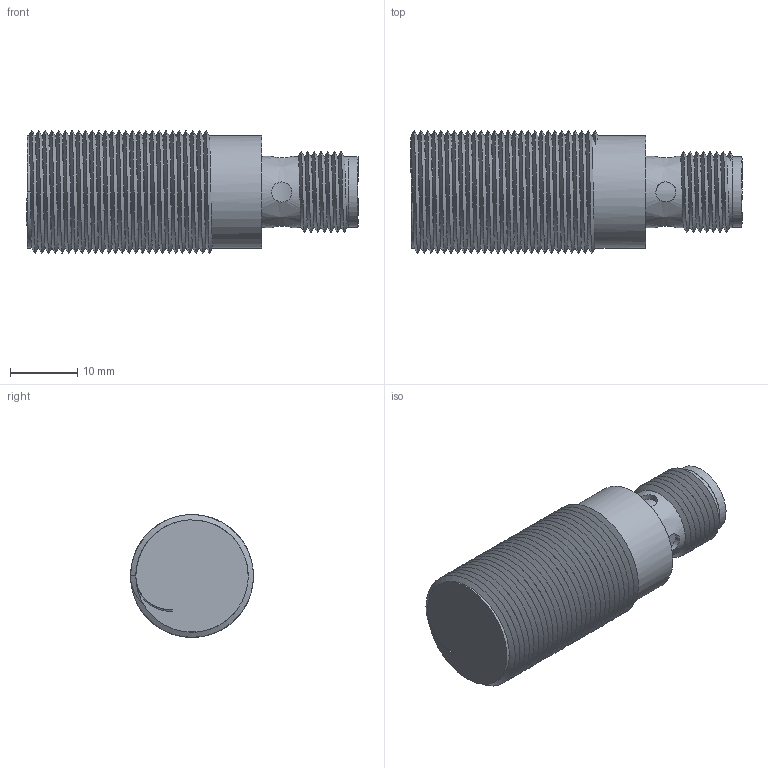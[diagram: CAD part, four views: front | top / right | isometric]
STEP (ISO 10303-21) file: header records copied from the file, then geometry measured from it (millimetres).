
FILE_DESCRIPTION(('FreeCAD Model'),'2;1');
FILE_NAME('FCM1-1805X-XBS4.stp','2021-12-07T14:29:14',( 'Author'),(''),'Open CASCADE STEP processor 7.3','FreeCAD','Unknown' );
FILE_SCHEMA(('AUTOMOTIVE_DESIGN { 1 0 10303 214 1 1 1 1 }'));
Length unit declared in the file: millimetre
Products named in the file (1): FCM1-1805X-XBS4
Bounding box: 49.52 x 18.31 x 18.31 mm (x, y, z)
Volume: 8925.6 mm3; surface area: 4946.8 mm2
Topology: 2 solids, 2 shells, 85 faces, 1043 edges, 4210 vertices
Faces by surface type: bspline 85
Entity records: 23157 total; most frequent: CARTESIAN_POINT 17537, GEOMETRIC_CURVE_SET 833, TRIMMED_CURVE 826, B_SPLINE_CURVE_WITH_KNOTS 737, ORIENTED_EDGE 410, PCURVE 410, DEFINITIONAL_REPRESENTATION 410, EDGE_CURVE 205
